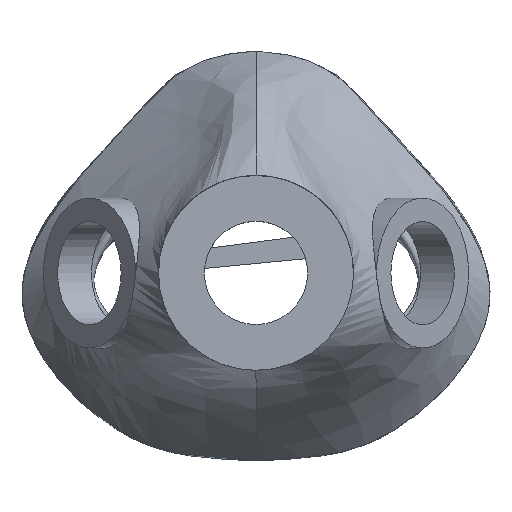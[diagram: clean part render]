
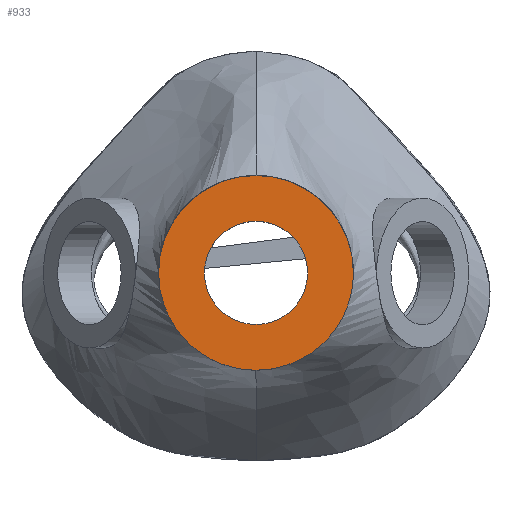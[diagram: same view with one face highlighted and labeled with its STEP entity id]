
A CAD part, top view. The second image highlights one B-rep face of the part: STEP entity #933.
In plain terms, the highlighted planar face has unit normal (0, 0, 1).
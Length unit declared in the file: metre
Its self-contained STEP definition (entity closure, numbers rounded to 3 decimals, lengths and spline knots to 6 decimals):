
#39=PLANE('',#1013);
#115=B_SPLINE_CURVE_WITH_KNOTS('',3,(#3660,#3661,#3662,#3663,#3664,#3665,
#3666),.UNSPECIFIED.,.F.,.F.,(4,1,1,1,4),(0.,0.124959,0.249918,
0.374877,0.499836),.UNSPECIFIED.);
#118=B_SPLINE_CURVE_WITH_KNOTS('',3,(#3693,#3694,#3695,#3696,#3697,#3698,
#3699),.UNSPECIFIED.,.F.,.F.,(4,1,1,1,4),(0.500171,0.625128,
0.750085,0.875043,1.),.UNSPECIFIED.);
#283=ORIENTED_EDGE('',*,*,#551,.F.);
#284=ORIENTED_EDGE('',*,*,#553,.T.);
#285=ORIENTED_EDGE('',*,*,#556,.T.);
#286=ORIENTED_EDGE('',*,*,#557,.T.);
#551=EDGE_CURVE('',#691,#691,#737,.T.);
#553=EDGE_CURVE('',#693,#692,#115,.T.);
#556=EDGE_CURVE('',#692,#694,#738,.T.);
#557=EDGE_CURVE('',#694,#693,#118,.T.);
#691=VERTEX_POINT('',#3640);
#692=VERTEX_POINT('',#3659);
#693=VERTEX_POINT('',#3667);
#694=VERTEX_POINT('',#3677);
#737=CIRCLE('',#1010,0.01325);
#738=CIRCLE('',#1012,0.025);
#778=EDGE_LOOP('',(#283));
#779=EDGE_LOOP('',(#284,#285,#286));
#854=FACE_BOUND('',#778,.T.);
#855=FACE_BOUND('',#779,.T.);
#933=ADVANCED_FACE('',(#854,#855),#39,.T.);
#1010=AXIS2_PLACEMENT_3D('',#3639,#1105,#1106);
#1012=AXIS2_PLACEMENT_3D('',#3678,#1109,#1110);
#1013=AXIS2_PLACEMENT_3D('',#3700,#1111,#1112);
#1105=DIRECTION('',(0.,0.,1.));
#1106=DIRECTION('',(1.,0.,0.));
#1109=DIRECTION('',(0.,0.,1.));
#1110=DIRECTION('',(1.,0.,0.));
#1111=DIRECTION('',(0.,0.,1.));
#1112=DIRECTION('',(1.,0.,0.));
#3639=CARTESIAN_POINT('',(0.,-0.006983,0.051));
#3640=CARTESIAN_POINT('',(0.01325,-0.006983,0.051));
#3659=CARTESIAN_POINT('',(0.025,-0.006969,0.051));
#3660=CARTESIAN_POINT('',(0.,-0.031956,0.051));
#3661=CARTESIAN_POINT('',(0.003273,-0.031956,0.051));
#3662=CARTESIAN_POINT('',(0.009812,-0.030655,0.051));
#3663=CARTESIAN_POINT('',(0.018133,-0.025099,0.051));
#3664=CARTESIAN_POINT('',(0.023694,-0.016779,0.051));
#3665=CARTESIAN_POINT('',(0.024998,-0.010245,0.051));
#3666=CARTESIAN_POINT('',(0.025,-0.006969,0.051));
#3667=CARTESIAN_POINT('',(0.,-0.031956,0.051));
#3677=CARTESIAN_POINT('',(-0.025,-0.00697,0.051));
#3678=CARTESIAN_POINT('',(0.,-0.006983,0.051));
#3693=CARTESIAN_POINT('',(-0.025,-0.00697,0.051));
#3694=CARTESIAN_POINT('',(-0.024998,-0.010242,0.051));
#3695=CARTESIAN_POINT('',(-0.023694,-0.016781,0.051));
#3696=CARTESIAN_POINT('',(-0.018133,-0.025099,0.051));
#3697=CARTESIAN_POINT('',(-0.009811,-0.030656,0.051));
#3698=CARTESIAN_POINT('',(-0.003275,-0.031956,0.051));
#3699=CARTESIAN_POINT('',(0.,-0.031956,0.051));
#3700=CARTESIAN_POINT('',(0.,-0.006969,0.051));
